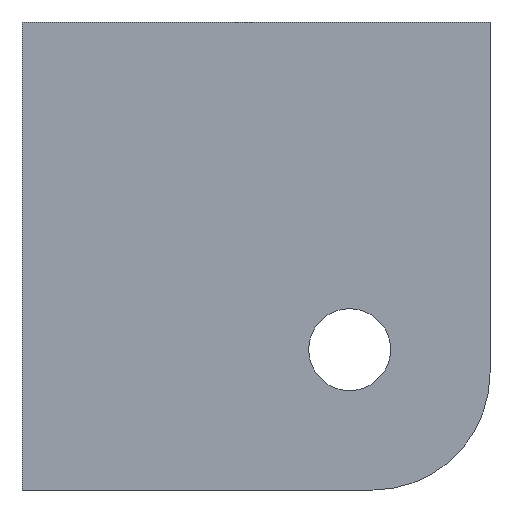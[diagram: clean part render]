
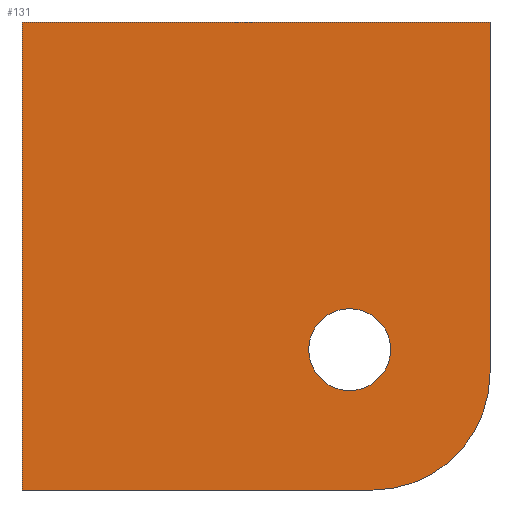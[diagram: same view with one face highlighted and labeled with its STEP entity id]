
A CAD part, front view. The second image highlights one B-rep face of the part: STEP entity #131.
In plain terms, the highlighted planar face has unit normal (0, -1, 0).
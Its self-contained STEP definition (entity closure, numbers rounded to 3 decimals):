
#75 = CARTESIAN_POINT ( 'NONE',  ( 0., 0., 0. ) ) ;
#104 = EDGE_CURVE ( 'NONE', #1963, #173, #523, .T. ) ;
#114 = CARTESIAN_POINT ( 'NONE',  ( 14., 0., -14. ) ) ;
#131 = ADVANCED_FACE ( 'NONE', ( #1126, #138 ), #1857, .T. ) ;
#138 = FACE_OUTER_BOUND ( 'NONE', #2110, .T. ) ;
#167 = CARTESIAN_POINT ( 'NONE',  ( 15., 0., -15. ) ) ;
#173 = VERTEX_POINT ( 'NONE', #2155 ) ;
#230 = EDGE_CURVE ( 'NONE', #763, #1963, #1102, .T. ) ;
#266 = DIRECTION ( 'NONE',  ( 0., -1., 0. ) ) ;
#268 = ORIENTED_EDGE ( 'NONE', *, *, #2064, .F. ) ;
#272 = ORIENTED_EDGE ( 'NONE', *, *, #2386, .F. ) ;
#309 = DIRECTION ( 'NONE',  ( 0., 0., -1. ) ) ;
#312 = CARTESIAN_POINT ( 'NONE',  ( 0., 0., -20. ) ) ;
#424 = DIRECTION ( 'NONE',  ( 0., 0., 1. ) ) ;
#473 = DIRECTION ( 'NONE',  ( 0., 0., -1. ) ) ;
#523 = LINE ( 'NONE', #1474, #1052 ) ;
#548 = VECTOR ( 'NONE', #2203, 1000. ) ;
#553 = DIRECTION ( 'NONE',  ( -1., 0., 0. ) ) ;
#592 = DIRECTION ( 'NONE',  ( 0., 0., -1. ) ) ;
#729 = ORIENTED_EDGE ( 'NONE', *, *, #1039, .F. ) ;
#748 = CARTESIAN_POINT ( 'NONE',  ( 15., 0., -20. ) ) ;
#763 = VERTEX_POINT ( 'NONE', #1116 ) ;
#784 = DIRECTION ( 'NONE',  ( 0., -1., 0. ) ) ;
#839 = ORIENTED_EDGE ( 'NONE', *, *, #1878, .F. ) ;
#870 = VERTEX_POINT ( 'NONE', #1539 ) ;
#924 = DIRECTION ( 'NONE',  ( 0., 0., -1. ) ) ;
#941 = VECTOR ( 'NONE', #553, 1000. ) ;
#951 = CIRCLE ( 'NONE', #2379, 1.75 ) ;
#1039 = EDGE_CURVE ( 'NONE', #870, #1991, #2061, .T. ) ;
#1042 = DIRECTION ( 'NONE',  ( 0., -1., 0. ) ) ;
#1052 = VECTOR ( 'NONE', #592, 1000. ) ;
#1102 = LINE ( 'NONE', #2211, #548 ) ;
#1116 = CARTESIAN_POINT ( 'NONE',  ( 0., 0., 0. ) ) ;
#1126 = FACE_BOUND ( 'NONE', #1252, .T. ) ;
#1252 = EDGE_LOOP ( 'NONE', ( #729, #839 ) ) ;
#1350 = CARTESIAN_POINT ( 'NONE',  ( 20., 0., 0. ) ) ;
#1355 = AXIS2_PLACEMENT_3D ( 'NONE', #167, #1470, #924 ) ;
#1358 = CARTESIAN_POINT ( 'NONE',  ( 14., 0., -14. ) ) ;
#1386 = ORIENTED_EDGE ( 'NONE', *, *, #2336, .T. ) ;
#1450 = LINE ( 'NONE', #2039, #941 ) ;
#1470 = DIRECTION ( 'NONE',  ( 0., -1., 0. ) ) ;
#1474 = CARTESIAN_POINT ( 'NONE',  ( 20., 0., 0. ) ) ;
#1530 = DIRECTION ( 'NONE',  ( 0., 0., -1. ) ) ;
#1539 = CARTESIAN_POINT ( 'NONE',  ( 14., 0., -15.75 ) ) ;
#1543 = CIRCLE ( 'NONE', #1355, 5. ) ;
#1578 = VECTOR ( 'NONE', #424, 1000. ) ;
#1810 = ORIENTED_EDGE ( 'NONE', *, *, #230, .F. ) ;
#1857 = PLANE ( 'NONE',  #2097 ) ;
#1865 = LINE ( 'NONE', #75, #1578 ) ;
#1878 = EDGE_CURVE ( 'NONE', #1991, #870, #951, .T. ) ;
#1916 = CARTESIAN_POINT ( 'NONE',  ( 14., 0., -12.25 ) ) ;
#1963 = VERTEX_POINT ( 'NONE', #1350 ) ;
#1991 = VERTEX_POINT ( 'NONE', #1916 ) ;
#2016 = AXIS2_PLACEMENT_3D ( 'NONE', #114, #1042, #309 ) ;
#2020 = CARTESIAN_POINT ( 'NONE',  ( 0., 0., 0. ) ) ;
#2039 = CARTESIAN_POINT ( 'NONE',  ( 0., 0., -20. ) ) ;
#2061 = CIRCLE ( 'NONE', #2016, 1.75 ) ;
#2064 = EDGE_CURVE ( 'NONE', #2194, #763, #1865, .T. ) ;
#2085 = ORIENTED_EDGE ( 'NONE', *, *, #104, .F. ) ;
#2097 = AXIS2_PLACEMENT_3D ( 'NONE', #2020, #784, #1530 ) ;
#2110 = EDGE_LOOP ( 'NONE', ( #272, #1386, #2085, #1810, #268 ) ) ;
#2155 = CARTESIAN_POINT ( 'NONE',  ( 20., 0., -15. ) ) ;
#2194 = VERTEX_POINT ( 'NONE', #312 ) ;
#2203 = DIRECTION ( 'NONE',  ( 1., 0., 0. ) ) ;
#2211 = CARTESIAN_POINT ( 'NONE',  ( 0., 0., 0. ) ) ;
#2336 = EDGE_CURVE ( 'NONE', #2410, #173, #1543, .T. ) ;
#2379 = AXIS2_PLACEMENT_3D ( 'NONE', #1358, #266, #473 ) ;
#2386 = EDGE_CURVE ( 'NONE', #2410, #2194, #1450, .T. ) ;
#2410 = VERTEX_POINT ( 'NONE', #748 ) ;
